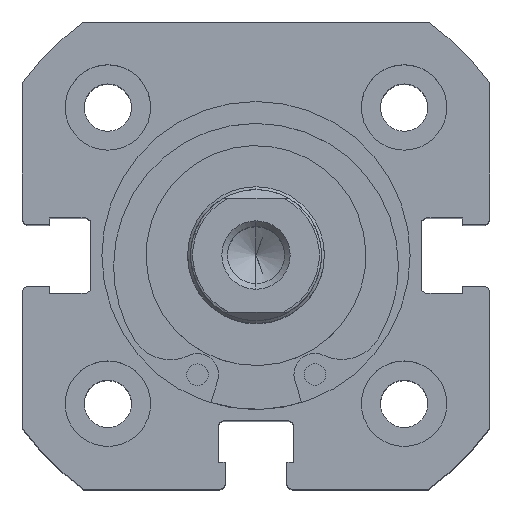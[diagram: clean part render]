
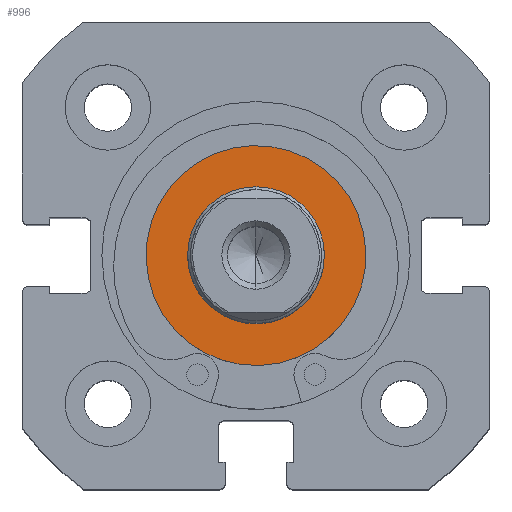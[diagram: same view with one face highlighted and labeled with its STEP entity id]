
A CAD part, top view. The second image highlights one B-rep face of the part: STEP entity #996.
In plain terms, the highlighted face is planar.
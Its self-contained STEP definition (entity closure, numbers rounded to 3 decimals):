
#288 = EDGE_CURVE ( 'NONE', #1483, #1585, #2624, .T. ) ;
#318 = EDGE_CURVE ( 'NONE', #1624, #1592, #2665, .T. ) ;
#370 = EDGE_CURVE ( 'NONE', #1585, #1483, #2740, .T. ) ;
#382 = EDGE_CURVE ( 'NONE', #1592, #1624, #2758, .T. ) ;
#578 = AXIS2_PLACEMENT_3D ( 'NONE', #3357, #3358, #3359 ) ;
#591 = AXIS2_PLACEMENT_3D ( 'NONE', #3434, #3442, #3443 ) ;
#619 = AXIS2_PLACEMENT_3D ( 'NONE', #3573, #3580, #3581 ) ;
#625 = AXIS2_PLACEMENT_3D ( 'NONE', #3604, #3611, #3612 ) ;
#751 = AXIS2_PLACEMENT_3D ( 'NONE', #4070, #4072, #4073 ) ;
#996 = ADVANCED_FACE ( 'NONE', ( #4237, #4248 ), #4071, .F. ) ;
#1483 = VERTEX_POINT ( 'NONE', #5090 ) ;
#1585 = VERTEX_POINT ( 'NONE', #5192 ) ;
#1592 = VERTEX_POINT ( 'NONE', #5199 ) ;
#1624 = VERTEX_POINT ( 'NONE', #5231 ) ;
#2103 = ORIENTED_EDGE ( 'NONE', *, *, #382, .T. ) ;
#2104 = ORIENTED_EDGE ( 'NONE', *, *, #318, .T. ) ;
#2105 = ORIENTED_EDGE ( 'NONE', *, *, #370, .F. ) ;
#2106 = ORIENTED_EDGE ( 'NONE', *, *, #288, .F. ) ;
#2624 = CIRCLE ( 'NONE', #578, 6. ) ;
#2665 = CIRCLE ( 'NONE', #591, 9.65 ) ;
#2740 = CIRCLE ( 'NONE', #619, 6. ) ;
#2758 = CIRCLE ( 'NONE', #625, 9.65 ) ;
#3357 = CARTESIAN_POINT ( 'NONE',  ( 0., 0., 0. ) ) ;
#3358 = DIRECTION ( 'NONE',  ( -1., 0., 0. ) ) ;
#3359 = DIRECTION ( 'NONE',  ( 0., 0., 1. ) ) ;
#3434 = CARTESIAN_POINT ( 'NONE',  ( 0., 0., 0. ) ) ;
#3442 = DIRECTION ( 'NONE',  ( -1., 0., 0. ) ) ;
#3443 = DIRECTION ( 'NONE',  ( 0., 0., 1. ) ) ;
#3573 = CARTESIAN_POINT ( 'NONE',  ( 0., 0., 0. ) ) ;
#3580 = DIRECTION ( 'NONE',  ( -1., 0., 0. ) ) ;
#3581 = DIRECTION ( 'NONE',  ( 0., 0., 1. ) ) ;
#3604 = CARTESIAN_POINT ( 'NONE',  ( 0., 0., 0. ) ) ;
#3611 = DIRECTION ( 'NONE',  ( -1., 0., 0. ) ) ;
#3612 = DIRECTION ( 'NONE',  ( 0., 0., 1. ) ) ;
#4070 = CARTESIAN_POINT ( 'NONE',  ( 0., 9.65, 0. ) ) ;
#4071 = PLANE ( 'NONE',  #751 ) ;
#4072 = DIRECTION ( 'NONE',  ( 1., 0., 0. ) ) ;
#4073 = DIRECTION ( 'NONE',  ( 0., 0., -1. ) ) ;
#4237 = FACE_BOUND ( 'NONE', #5831, .T. ) ;
#4248 = FACE_OUTER_BOUND ( 'NONE', #5465, .T. ) ;
#5090 = CARTESIAN_POINT ( 'NONE',  ( 0., 0., 6. ) ) ;
#5192 = CARTESIAN_POINT ( 'NONE',  ( 0., 0., -6. ) ) ;
#5199 = CARTESIAN_POINT ( 'NONE',  ( 0., 0., -9.65 ) ) ;
#5231 = CARTESIAN_POINT ( 'NONE',  ( 0., 0., 9.65 ) ) ;
#5465 = EDGE_LOOP ( 'NONE', ( #2104, #2103 ) ) ;
#5831 = EDGE_LOOP ( 'NONE', ( #2106, #2105 ) ) ;
